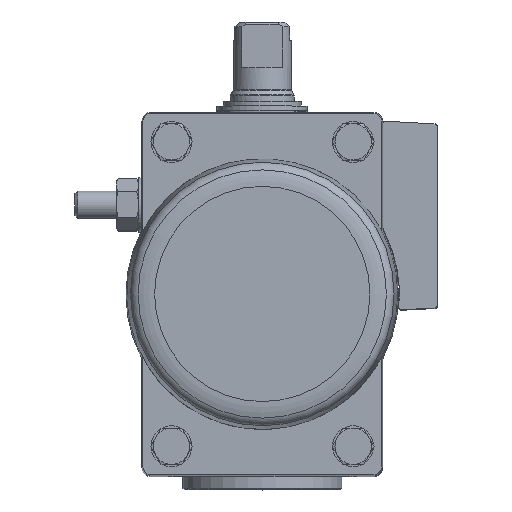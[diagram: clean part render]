
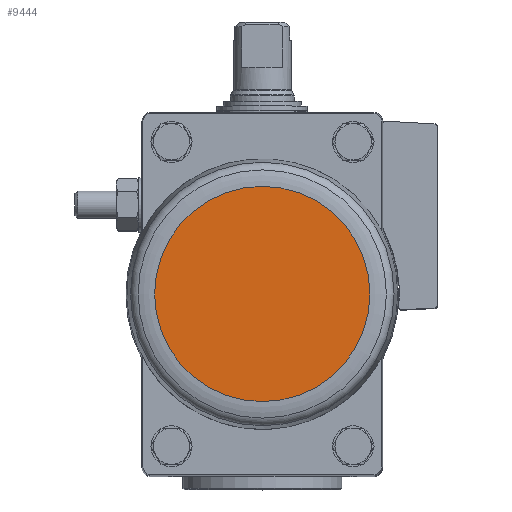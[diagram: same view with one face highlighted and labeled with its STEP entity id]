
A CAD part, top view. The second image highlights one B-rep face of the part: STEP entity #9444.
In plain terms, the highlighted planar face has unit normal (0, 0, 1).
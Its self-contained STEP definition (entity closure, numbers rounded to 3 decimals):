
#3382=ORIENTED_EDGE('',*,*,#5187,.T.);
#5187=EDGE_CURVE('',#6237,#6237,#6843,.T.);
#6237=VERTEX_POINT('',#15888);
#6843=CIRCLE('',#10425,23.7);
#7552=EDGE_LOOP('',(#3382));
#8411=FACE_BOUND('',#7552,.T.);
#8938=PLANE('',#10426);
#9444=ADVANCED_FACE('',(#8411),#8938,.F.);
#10425=AXIS2_PLACEMENT_3D('',#15887,#12575,#12576);
#10426=AXIS2_PLACEMENT_3D('',#15889,#12577,#12578);
#12575=DIRECTION('',(0.,0.,1.));
#12576=DIRECTION('',(1.,0.,0.));
#12577=DIRECTION('',(0.,0.,-1.));
#12578=DIRECTION('',(-1.,0.,0.));
#15887=CARTESIAN_POINT('',(0.,0.,72.85));
#15888=CARTESIAN_POINT('',(23.7,0.,72.85));
#15889=CARTESIAN_POINT('',(23.7,0.,72.85));
